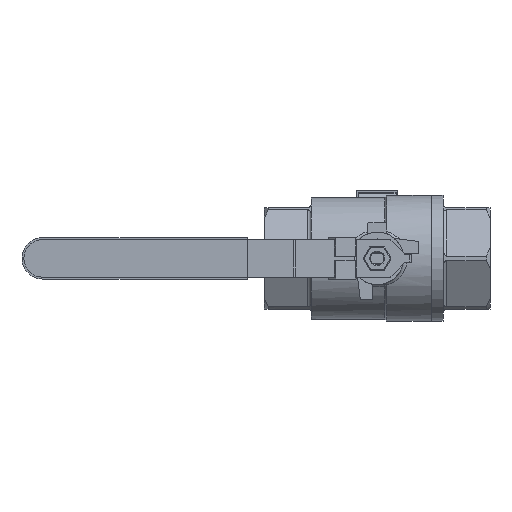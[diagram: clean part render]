
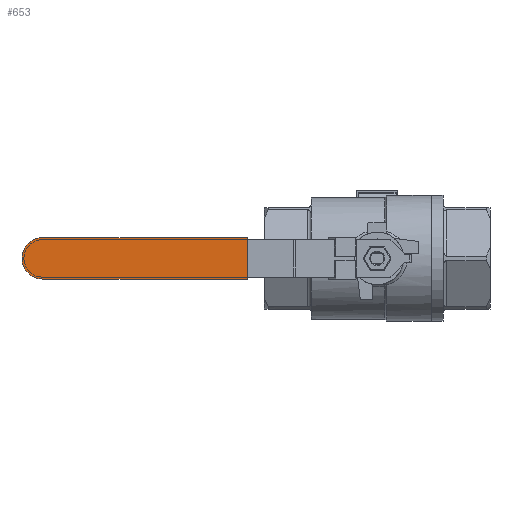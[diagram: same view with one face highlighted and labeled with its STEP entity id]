
A CAD part, left-side view. The second image highlights one B-rep face of the part: STEP entity #653.
In plain terms, the highlighted face is planar.
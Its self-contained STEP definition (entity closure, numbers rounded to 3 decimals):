
#653 = ADVANCED_FACE( '', ( #1367 ), #1368, .F. );
#1367 = FACE_OUTER_BOUND( '', #2574, .T. );
#1368 = PLANE( '', #2575 );
#2574 = EDGE_LOOP( '', ( #4461, #4462, #4463, #4464 ) );
#2575 = AXIS2_PLACEMENT_3D( '', #4465, #4466, #4467 );
#4461 = ORIENTED_EDGE( '', *, *, #4876, .T. );
#4462 = ORIENTED_EDGE( '', *, *, #5085, .T. );
#4463 = ORIENTED_EDGE( '', *, *, #5231, .T. );
#4464 = ORIENTED_EDGE( '', *, *, #5618, .F. );
#4465 = CARTESIAN_POINT( '', ( -11., 120., 2.5 ) );
#4466 = DIRECTION( '', ( 0., 0., -1. ) );
#4467 = DIRECTION( '', ( -1., 0., 0. ) );
#4876 = EDGE_CURVE( '', #5719, #5720, #5721, .F. );
#5085 = EDGE_CURVE( '', #5720, #6088, #6089, .T. );
#5231 = EDGE_CURVE( '', #6088, #6328, #6330, .T. );
#5618 = EDGE_CURVE( '', #5719, #6328, #6848, .T. );
#5719 = VERTEX_POINT( '', #7036 );
#5720 = VERTEX_POINT( '', #7037 );
#5721 = CIRCLE( '', #7038, 11. );
#6088 = VERTEX_POINT( '', #8136 );
#6089 = LINE( '', #8137, #8138 );
#6328 = VERTEX_POINT( '', #8631 );
#6330 = LINE( '', #8634, #8635 );
#6848 = LINE( '', #9916, #9917 );
#7036 = CARTESIAN_POINT( '', ( 11., 109., 2.5 ) );
#7037 = CARTESIAN_POINT( '', ( -11., 109., 2.5 ) );
#7038 = AXIS2_PLACEMENT_3D( '', #10040, #10041, #10042 );
#8136 = CARTESIAN_POINT( '', ( -11., 0., 2.5 ) );
#8137 = CARTESIAN_POINT( '', ( -11., 120., 2.5 ) );
#8138 = VECTOR( '', #10287, 1000. );
#8631 = CARTESIAN_POINT( '', ( 11., 0., 2.5 ) );
#8634 = CARTESIAN_POINT( '', ( -11., 0., 2.5 ) );
#8635 = VECTOR( '', #10431, 1000. );
#9916 = CARTESIAN_POINT( '', ( 11., 120., 2.5 ) );
#9917 = VECTOR( '', #10800, 1000. );
#10040 = CARTESIAN_POINT( '', ( 0., 109., 2.5 ) );
#10041 = DIRECTION( '', ( 0., 0., -1. ) );
#10042 = DIRECTION( '', ( -1., 0., 0. ) );
#10287 = DIRECTION( '', ( 0., -1., 0. ) );
#10431 = DIRECTION( '', ( 1., 0., 0. ) );
#10800 = DIRECTION( '', ( 0., -1., 0. ) );
